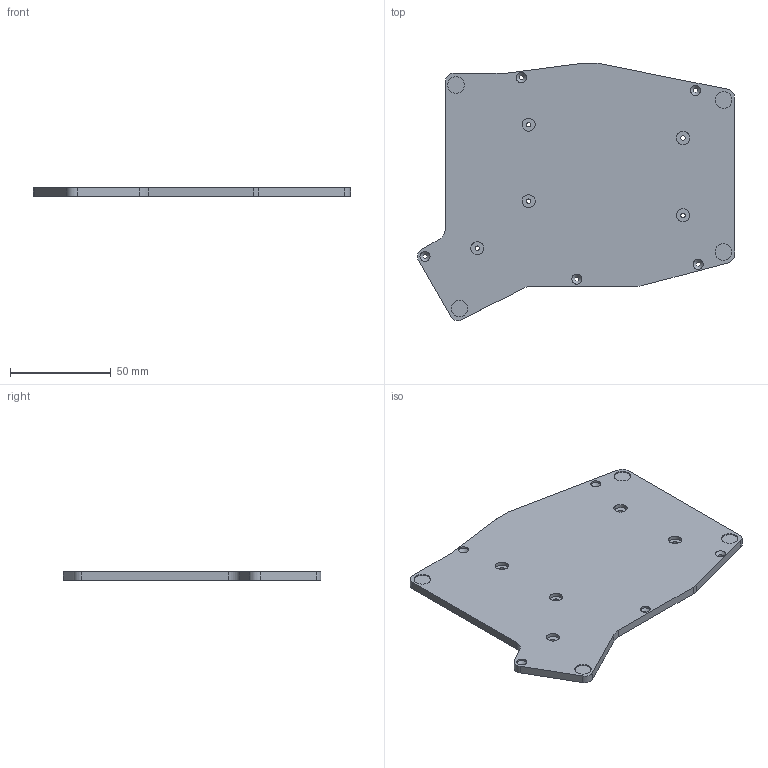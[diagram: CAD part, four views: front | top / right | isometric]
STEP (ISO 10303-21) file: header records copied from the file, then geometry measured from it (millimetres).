
FILE_DESCRIPTION(/* description */ (''),/* implementation_level */ '2;1');
FILE_NAME(/* name */ 'Tempest Bottom.step',/* time_stamp */ '2023-07-22T11:20:16-04:00',/* author */ (''),/* organization */ (''),/* preprocessor_version */ 'ST-DEVELOPER v19.2',/* originating_system */ 'Autodesk Translation Framework v12.6.0.85',/* authorisation */ '');
FILE_SCHEMA (('AUTOMOTIVE_DESIGN { 1 0 10303 214 3 1 1 }'));
Length unit declared in the file: millimetre
Products named in the file (1): Pehmis Modded
Bounding box: 157.17 x 127.56 x 4 mm (x, y, z)
Volume: 55874.5 mm3; surface area: 34176 mm2
Topology: 1 solids, 1 shells, 68 faces, 160 edges, 104 vertices
Faces by surface type: cylinder 34, plane 29, cone 5
Full cylindrical faces by diameter (mm): 2.2 x10, 5 x4, 6.5 x5, 8.2 x4
Entity records: 2050 total; most frequent: DIRECTION 368, CARTESIAN_POINT 333, ORIENTED_EDGE 320, EDGE_CURVE 160, AXIS2_PLACEMENT_3D 139, VERTEX_POINT 104, EDGE_LOOP 98, LINE 90
